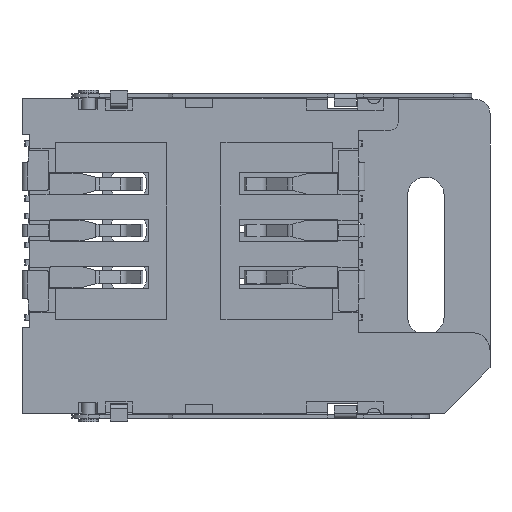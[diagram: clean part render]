
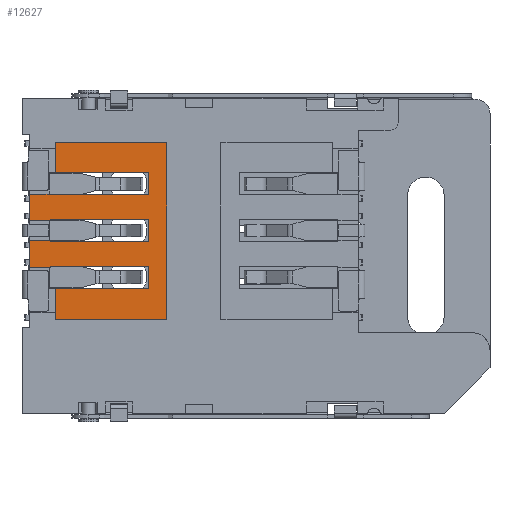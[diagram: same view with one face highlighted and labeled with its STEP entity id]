
A CAD part, front view. The second image highlights one B-rep face of the part: STEP entity #12627.
In plain terms, the highlighted planar face has unit normal (0, -1, 0).
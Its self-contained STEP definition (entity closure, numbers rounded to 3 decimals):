
#2613=DIRECTION('',(0.,0.,1.));
#2614=VECTOR('',#2613,0.05);
#2615=CARTESIAN_POINT('',(1.53,-0.05,-9.2));
#2616=LINE('',#2615,#2614);
#2617=DIRECTION('',(1.,0.,0.));
#2618=VECTOR('',#2617,1.11);
#2619=CARTESIAN_POINT('',(0.42,-0.05,-9.2));
#2620=LINE('',#2619,#2618);
#2621=DIRECTION('',(0.,0.,-1.));
#2622=VECTOR('',#2621,1.44);
#2623=CARTESIAN_POINT('',(0.42,-0.05,-7.76));
#2624=LINE('',#2623,#2622);
#2625=DIRECTION('',(1.,0.,0.));
#2626=VECTOR('',#2625,1.11);
#2627=CARTESIAN_POINT('',(0.42,-0.05,-7.76));
#2628=LINE('',#2627,#2626);
#2629=DIRECTION('',(0.,0.,1.));
#2630=VECTOR('',#2629,0.05);
#2631=CARTESIAN_POINT('',(1.53,-0.05,-7.81));
#2632=LINE('',#2631,#2630);
#2633=DIRECTION('',(0.,0.,1.));
#2634=VECTOR('',#2633,1.2);
#2635=CARTESIAN_POINT('',(6.905,-0.05,-7.81));
#2636=LINE('',#2635,#2634);
#2637=DIRECTION('',(0.,0.,1.));
#2638=VECTOR('',#2637,0.05);
#2639=CARTESIAN_POINT('',(1.53,-0.05,-6.66));
#2640=LINE('',#2639,#2638);
#2641=DIRECTION('',(1.,0.,0.));
#2642=VECTOR('',#2641,1.11);
#2643=CARTESIAN_POINT('',(0.42,-0.05,-6.66));
#2644=LINE('',#2643,#2642);
#2645=DIRECTION('',(0.,0.,-1.));
#2646=VECTOR('',#2645,1.44);
#2647=CARTESIAN_POINT('',(0.42,-0.05,-5.22));
#2648=LINE('',#2647,#2646);
#2649=DIRECTION('',(1.,0.,0.));
#2650=VECTOR('',#2649,1.11);
#2651=CARTESIAN_POINT('',(0.42,-0.05,-5.22));
#2652=LINE('',#2651,#2650);
#2653=DIRECTION('',(0.,0.,1.));
#2654=VECTOR('',#2653,0.05);
#2655=CARTESIAN_POINT('',(1.53,-0.05,-5.27));
#2656=LINE('',#2655,#2654);
#2657=DIRECTION('',(0.,0.,1.));
#2658=VECTOR('',#2657,1.2);
#2659=CARTESIAN_POINT('',(6.905,-0.05,-5.27));
#2660=LINE('',#2659,#2658);
#2661=DIRECTION('',(-1.,0.,0.));
#2662=VECTOR('',#2661,5.085);
#2663=CARTESIAN_POINT('',(6.905,-0.05,-4.07));
#2664=LINE('',#2663,#2662);
#2665=DIRECTION('',(-1.,0.,0.));
#2666=VECTOR('',#2665,6.08);
#2667=CARTESIAN_POINT('',(7.9,-0.05,-2.43));
#2668=LINE('',#2667,#2666);
#2669=DIRECTION('',(0.,0.,1.));
#2670=VECTOR('',#2669,9.62);
#2671=CARTESIAN_POINT('',(7.9,-0.05,-12.05));
#2672=LINE('',#2671,#2670);
#2673=DIRECTION('',(1.,0.,0.));
#2674=VECTOR('',#2673,6.08);
#2675=CARTESIAN_POINT('',(1.82,-0.05,-12.05));
#2676=LINE('',#2675,#2674);
#2677=DIRECTION('',(1.,0.,0.));
#2678=VECTOR('',#2677,5.085);
#2679=CARTESIAN_POINT('',(1.82,-0.05,-10.35));
#2680=LINE('',#2679,#2678);
#2681=DIRECTION('',(0.,0.,1.));
#2682=VECTOR('',#2681,1.2);
#2683=CARTESIAN_POINT('',(6.905,-0.05,-10.35));
#2684=LINE('',#2683,#2682);
#4100=DIRECTION('',(1.,0.,0.));
#4101=VECTOR('',#4100,5.375);
#4102=CARTESIAN_POINT('',(1.53,-0.05,-9.15));
#4103=LINE('',#4102,#4101);
#4344=DIRECTION('',(-1.,0.,0.));
#4345=VECTOR('',#4344,5.375);
#4346=CARTESIAN_POINT('',(6.905,-0.05,-5.27));
#4347=LINE('',#4346,#4345);
#4504=DIRECTION('',(-1.,0.,0.));
#4505=VECTOR('',#4504,5.375);
#4506=CARTESIAN_POINT('',(6.905,-0.05,-7.81));
#4507=LINE('',#4506,#4505);
#4536=DIRECTION('',(1.,0.,0.));
#4537=VECTOR('',#4536,5.375);
#4538=CARTESIAN_POINT('',(1.53,-0.05,-6.61));
#4539=LINE('',#4538,#4537);
#4688=DIRECTION('',(0.,0.,-1.));
#4689=VECTOR('',#4688,1.7);
#4690=CARTESIAN_POINT('',(1.82,-0.05,-10.35));
#4691=LINE('',#4690,#4689);
#4720=DIRECTION('',(0.,0.,-1.));
#4721=VECTOR('',#4720,1.64);
#4722=CARTESIAN_POINT('',(1.82,-0.05,-2.43));
#4723=LINE('',#4722,#4721);
#7683=CARTESIAN_POINT('',(1.82,-0.05,-12.05));
#7684=CARTESIAN_POINT('',(7.9,-0.05,-12.05));
#7685=VERTEX_POINT('',#7683);
#7686=VERTEX_POINT('',#7684);
#7687=CARTESIAN_POINT('',(7.9,-0.05,-2.43));
#7688=VERTEX_POINT('',#7687);
#7689=CARTESIAN_POINT('',(1.82,-0.05,-2.43));
#7690=VERTEX_POINT('',#7689);
#7751=CARTESIAN_POINT('',(6.905,-0.05,-10.35));
#7752=CARTESIAN_POINT('',(6.905,-0.05,-9.15));
#7753=VERTEX_POINT('',#7751);
#7754=VERTEX_POINT('',#7752);
#7755=CARTESIAN_POINT('',(6.905,-0.05,-7.81));
#7756=CARTESIAN_POINT('',(6.905,-0.05,-6.61));
#7757=VERTEX_POINT('',#7755);
#7758=VERTEX_POINT('',#7756);
#7759=CARTESIAN_POINT('',(6.905,-0.05,-5.27));
#7760=CARTESIAN_POINT('',(6.905,-0.05,-4.07));
#7761=VERTEX_POINT('',#7759);
#7762=VERTEX_POINT('',#7760);
#7787=CARTESIAN_POINT('',(0.42,-0.05,-5.22));
#7788=CARTESIAN_POINT('',(0.42,-0.05,-6.66));
#7789=VERTEX_POINT('',#7787);
#7790=VERTEX_POINT('',#7788);
#7791=CARTESIAN_POINT('',(0.42,-0.05,-7.76));
#7792=CARTESIAN_POINT('',(0.42,-0.05,-9.2));
#7793=VERTEX_POINT('',#7791);
#7794=VERTEX_POINT('',#7792);
#7799=CARTESIAN_POINT('',(1.82,-0.05,-10.35));
#7800=VERTEX_POINT('',#7799);
#7801=CARTESIAN_POINT('',(1.82,-0.05,-4.07));
#7802=VERTEX_POINT('',#7801);
#8075=CARTESIAN_POINT('',(1.53,-0.05,-9.2));
#8076=CARTESIAN_POINT('',(1.53,-0.05,-9.15));
#8077=VERTEX_POINT('',#8075);
#8078=VERTEX_POINT('',#8076);
#8079=CARTESIAN_POINT('',(1.53,-0.05,-7.81));
#8080=CARTESIAN_POINT('',(1.53,-0.05,-7.76));
#8081=VERTEX_POINT('',#8079);
#8082=VERTEX_POINT('',#8080);
#8083=CARTESIAN_POINT('',(1.53,-0.05,-6.66));
#8084=CARTESIAN_POINT('',(1.53,-0.05,-6.61));
#8085=VERTEX_POINT('',#8083);
#8086=VERTEX_POINT('',#8084);
#8087=CARTESIAN_POINT('',(1.53,-0.05,-5.27));
#8088=CARTESIAN_POINT('',(1.53,-0.05,-5.22));
#8089=VERTEX_POINT('',#8087);
#8090=VERTEX_POINT('',#8088);
#12572=CARTESIAN_POINT('',(0.,-0.05,0.));
#12573=DIRECTION('',(0.,-1.,0.));
#12574=DIRECTION('',(1.,0.,0.));
#12575=AXIS2_PLACEMENT_3D('',#12572,#12573,#12574);
#12576=PLANE('',#12575);
#12578=ORIENTED_EDGE('',*,*,#12577,.F.);
#12580=ORIENTED_EDGE('',*,*,#12579,.F.);
#12582=ORIENTED_EDGE('',*,*,#12581,.F.);
#12584=ORIENTED_EDGE('',*,*,#12583,.F.);
#12586=ORIENTED_EDGE('',*,*,#12585,.T.);
#12588=ORIENTED_EDGE('',*,*,#12587,.F.);
#12590=ORIENTED_EDGE('',*,*,#12589,.F.);
#12592=ORIENTED_EDGE('',*,*,#12591,.T.);
#12594=ORIENTED_EDGE('',*,*,#12593,.F.);
#12596=ORIENTED_EDGE('',*,*,#12595,.F.);
#12598=ORIENTED_EDGE('',*,*,#12597,.F.);
#12600=ORIENTED_EDGE('',*,*,#12599,.F.);
#12602=ORIENTED_EDGE('',*,*,#12601,.T.);
#12604=ORIENTED_EDGE('',*,*,#12603,.F.);
#12606=ORIENTED_EDGE('',*,*,#12605,.F.);
#12608=ORIENTED_EDGE('',*,*,#12607,.T.);
#12610=ORIENTED_EDGE('',*,*,#12609,.T.);
#12612=ORIENTED_EDGE('',*,*,#12611,.F.);
#12614=ORIENTED_EDGE('',*,*,#12613,.F.);
#12616=ORIENTED_EDGE('',*,*,#12615,.F.);
#12618=ORIENTED_EDGE('',*,*,#12617,.F.);
#12620=ORIENTED_EDGE('',*,*,#12619,.F.);
#12622=ORIENTED_EDGE('',*,*,#12621,.T.);
#12624=ORIENTED_EDGE('',*,*,#12623,.T.);
#12625=EDGE_LOOP('',(#12578,#12580,#12582,#12584,#12586,#12588,#12590,#12592,
#12594,#12596,#12598,#12600,#12602,#12604,#12606,#12608,#12610,#12612,#12614,
#12616,#12618,#12620,#12622,#12624));
#12626=FACE_OUTER_BOUND('',#12625,.F.);
#12627=ADVANCED_FACE('',(#12626),#12576,.T.);
#12577=EDGE_CURVE('',#8078,#7754,#4103,.T.);
#12579=EDGE_CURVE('',#8077,#8078,#2616,.T.);
#12581=EDGE_CURVE('',#7794,#8077,#2620,.T.);
#12583=EDGE_CURVE('',#7793,#7794,#2624,.T.);
#12585=EDGE_CURVE('',#7793,#8082,#2628,.T.);
#12587=EDGE_CURVE('',#8081,#8082,#2632,.T.);
#12589=EDGE_CURVE('',#7757,#8081,#4507,.T.);
#12591=EDGE_CURVE('',#7757,#7758,#2636,.T.);
#12593=EDGE_CURVE('',#8086,#7758,#4539,.T.);
#12595=EDGE_CURVE('',#8085,#8086,#2640,.T.);
#12597=EDGE_CURVE('',#7790,#8085,#2644,.T.);
#12599=EDGE_CURVE('',#7789,#7790,#2648,.T.);
#12601=EDGE_CURVE('',#7789,#8090,#2652,.T.);
#12603=EDGE_CURVE('',#8089,#8090,#2656,.T.);
#12605=EDGE_CURVE('',#7761,#8089,#4347,.T.);
#12607=EDGE_CURVE('',#7761,#7762,#2660,.T.);
#12609=EDGE_CURVE('',#7762,#7802,#2664,.T.);
#12611=EDGE_CURVE('',#7690,#7802,#4723,.T.);
#12613=EDGE_CURVE('',#7688,#7690,#2668,.T.);
#12615=EDGE_CURVE('',#7686,#7688,#2672,.T.);
#12617=EDGE_CURVE('',#7685,#7686,#2676,.T.);
#12619=EDGE_CURVE('',#7800,#7685,#4691,.T.);
#12621=EDGE_CURVE('',#7800,#7753,#2680,.T.);
#12623=EDGE_CURVE('',#7753,#7754,#2684,.T.);
